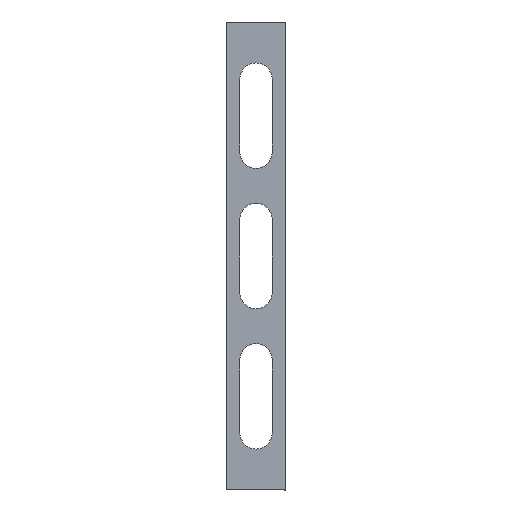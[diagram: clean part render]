
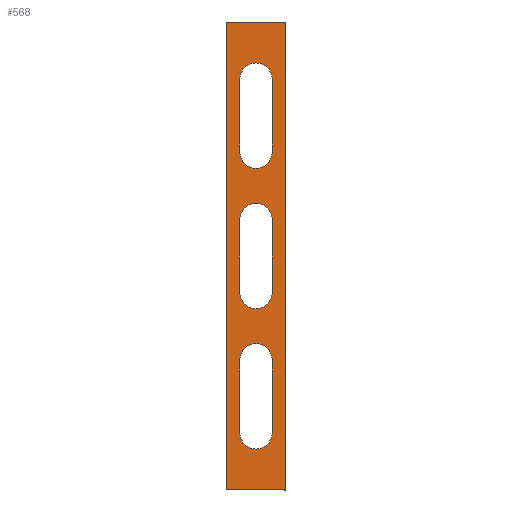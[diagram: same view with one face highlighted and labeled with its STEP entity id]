
A CAD part, top view. The second image highlights one B-rep face of the part: STEP entity #568.
In plain terms, the highlighted planar face has unit normal (0, 0, 1).
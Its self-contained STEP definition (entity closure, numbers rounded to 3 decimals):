
#17=FACE_BOUND('',#99,.T.);
#18=FACE_BOUND('',#100,.T.);
#19=FACE_BOUND('',#101,.T.);
#40=PLANE('',#635);
#68=FACE_OUTER_BOUND('',#98,.T.);
#98=EDGE_LOOP('',(#483,#484,#485,#486));
#99=EDGE_LOOP('',(#487,#488,#489,#490));
#100=EDGE_LOOP('',(#491,#492,#493,#494));
#101=EDGE_LOOP('',(#495,#496,#497,#498));
#113=LINE('',#804,#175);
#117=LINE('',#815,#179);
#121=LINE('',#828,#183);
#125=LINE('',#839,#187);
#129=LINE('',#852,#191);
#133=LINE('',#863,#195);
#154=LINE('',#907,#216);
#167=LINE('',#941,#229);
#168=LINE('',#942,#230);
#169=LINE('',#943,#231);
#175=VECTOR('',#652,10.);
#179=VECTOR('',#664,10.);
#183=VECTOR('',#676,10.);
#187=VECTOR('',#688,10.);
#191=VECTOR('',#700,10.);
#195=VECTOR('',#712,10.);
#216=VECTOR('',#743,10.);
#229=VECTOR('',#778,10.);
#230=VECTOR('',#779,10.);
#231=VECTOR('',#780,10.);
#235=CIRCLE('',#597,23.);
#237=CIRCLE('',#601,23.);
#239=CIRCLE('',#605,23.);
#241=CIRCLE('',#609,23.);
#243=CIRCLE('',#613,23.);
#245=CIRCLE('',#617,23.);
#251=VERTEX_POINT('',#794);
#252=VERTEX_POINT('',#795);
#255=VERTEX_POINT('',#803);
#257=VERTEX_POINT('',#809);
#259=VERTEX_POINT('',#818);
#260=VERTEX_POINT('',#819);
#263=VERTEX_POINT('',#827);
#265=VERTEX_POINT('',#833);
#267=VERTEX_POINT('',#842);
#268=VERTEX_POINT('',#843);
#271=VERTEX_POINT('',#851);
#273=VERTEX_POINT('',#857);
#291=VERTEX_POINT('',#904);
#292=VERTEX_POINT('',#906);
#301=VERTEX_POINT('',#939);
#302=VERTEX_POINT('',#940);
#303=EDGE_CURVE('',#251,#252,#235,.T.);
#307=EDGE_CURVE('',#255,#251,#113,.T.);
#310=EDGE_CURVE('',#257,#255,#237,.T.);
#313=EDGE_CURVE('',#252,#257,#117,.T.);
#315=EDGE_CURVE('',#259,#260,#239,.T.);
#319=EDGE_CURVE('',#263,#259,#121,.T.);
#322=EDGE_CURVE('',#265,#263,#241,.T.);
#325=EDGE_CURVE('',#260,#265,#125,.T.);
#327=EDGE_CURVE('',#267,#268,#243,.T.);
#331=EDGE_CURVE('',#271,#267,#129,.T.);
#334=EDGE_CURVE('',#273,#271,#245,.T.);
#337=EDGE_CURVE('',#268,#273,#133,.T.);
#358=EDGE_CURVE('',#291,#292,#154,.T.);
#375=EDGE_CURVE('',#301,#302,#167,.T.);
#376=EDGE_CURVE('',#301,#292,#168,.T.);
#377=EDGE_CURVE('',#291,#302,#169,.T.);
#483=ORIENTED_EDGE('',*,*,#375,.F.);
#484=ORIENTED_EDGE('',*,*,#376,.T.);
#485=ORIENTED_EDGE('',*,*,#358,.F.);
#486=ORIENTED_EDGE('',*,*,#377,.T.);
#487=ORIENTED_EDGE('',*,*,#303,.T.);
#488=ORIENTED_EDGE('',*,*,#313,.T.);
#489=ORIENTED_EDGE('',*,*,#310,.T.);
#490=ORIENTED_EDGE('',*,*,#307,.T.);
#491=ORIENTED_EDGE('',*,*,#315,.T.);
#492=ORIENTED_EDGE('',*,*,#325,.T.);
#493=ORIENTED_EDGE('',*,*,#322,.T.);
#494=ORIENTED_EDGE('',*,*,#319,.T.);
#495=ORIENTED_EDGE('',*,*,#327,.T.);
#496=ORIENTED_EDGE('',*,*,#337,.T.);
#497=ORIENTED_EDGE('',*,*,#334,.T.);
#498=ORIENTED_EDGE('',*,*,#331,.T.);
#568=ADVANCED_FACE('',(#68,#17,#18,#19),#40,.T.);
#597=AXIS2_PLACEMENT_3D('',#796,#644,#645);
#601=AXIS2_PLACEMENT_3D('',#810,#657,#658);
#605=AXIS2_PLACEMENT_3D('',#820,#668,#669);
#609=AXIS2_PLACEMENT_3D('',#834,#681,#682);
#613=AXIS2_PLACEMENT_3D('',#844,#692,#693);
#617=AXIS2_PLACEMENT_3D('',#858,#705,#706);
#635=AXIS2_PLACEMENT_3D('',#938,#776,#777);
#644=DIRECTION('center_axis',(0.,0.,-1.));
#645=DIRECTION('ref_axis',(-1.,0.,0.));
#652=DIRECTION('',(0.,-1.,0.));
#657=DIRECTION('center_axis',(0.,0.,-1.));
#658=DIRECTION('ref_axis',(1.,0.,0.));
#664=DIRECTION('',(0.,1.,0.));
#668=DIRECTION('center_axis',(0.,0.,-1.));
#669=DIRECTION('ref_axis',(-1.,0.,0.));
#676=DIRECTION('',(0.,-1.,0.));
#681=DIRECTION('center_axis',(0.,0.,-1.));
#682=DIRECTION('ref_axis',(1.,0.,0.));
#688=DIRECTION('',(0.,1.,0.));
#692=DIRECTION('center_axis',(0.,0.,-1.));
#693=DIRECTION('ref_axis',(-1.,0.,0.));
#700=DIRECTION('',(0.,-1.,0.));
#705=DIRECTION('center_axis',(0.,0.,-1.));
#706=DIRECTION('ref_axis',(1.,0.,0.));
#712=DIRECTION('',(0.,1.,0.));
#743=DIRECTION('',(-1.,0.,0.));
#776=DIRECTION('center_axis',(0.,0.,1.));
#777=DIRECTION('ref_axis',(1.,0.,0.));
#778=DIRECTION('',(1.,0.,0.));
#779=DIRECTION('',(0.,-1.,0.));
#780=DIRECTION('',(0.,1.,0.));
#794=CARTESIAN_POINT('',(23.,-252.,2.));
#795=CARTESIAN_POINT('',(-23.,-252.,2.));
#796=CARTESIAN_POINT('Origin',(0.,-252.,2.));
#803=CARTESIAN_POINT('',(23.,-148.,2.));
#804=CARTESIAN_POINT('',(23.,-74.,2.));
#809=CARTESIAN_POINT('',(-23.,-148.,2.));
#810=CARTESIAN_POINT('Origin',(0.,-148.,2.));
#815=CARTESIAN_POINT('',(-23.,-126.,2.));
#818=CARTESIAN_POINT('',(23.,148.,2.));
#819=CARTESIAN_POINT('',(-23.,148.,2.));
#820=CARTESIAN_POINT('Origin',(0.,148.,2.));
#827=CARTESIAN_POINT('',(23.,252.,2.));
#828=CARTESIAN_POINT('',(23.,126.,2.));
#833=CARTESIAN_POINT('',(-23.,252.,2.));
#834=CARTESIAN_POINT('Origin',(0.,252.,2.));
#839=CARTESIAN_POINT('',(-23.,74.,2.));
#842=CARTESIAN_POINT('',(23.,-52.,2.));
#843=CARTESIAN_POINT('',(-23.,-52.,2.));
#844=CARTESIAN_POINT('Origin',(0.,-52.,2.));
#851=CARTESIAN_POINT('',(23.,52.,2.));
#852=CARTESIAN_POINT('',(23.,26.,2.));
#857=CARTESIAN_POINT('',(-23.,52.,2.));
#858=CARTESIAN_POINT('Origin',(0.,52.,2.));
#863=CARTESIAN_POINT('',(-23.,-26.,2.));
#904=CARTESIAN_POINT('',(42.5,-333.375,2.));
#906=CARTESIAN_POINT('',(-42.5,-333.375,2.));
#907=CARTESIAN_POINT('',(-42.5,-333.375,2.));
#938=CARTESIAN_POINT('Origin',(0.,0.,2.));
#939=CARTESIAN_POINT('',(-42.5,333.375,2.));
#940=CARTESIAN_POINT('',(42.5,333.375,2.));
#941=CARTESIAN_POINT('',(42.5,333.375,2.));
#942=CARTESIAN_POINT('',(-42.5,0.,2.));
#943=CARTESIAN_POINT('',(42.5,0.,2.));
